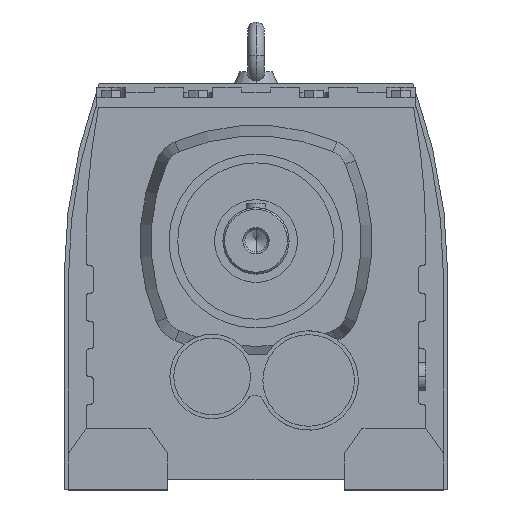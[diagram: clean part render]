
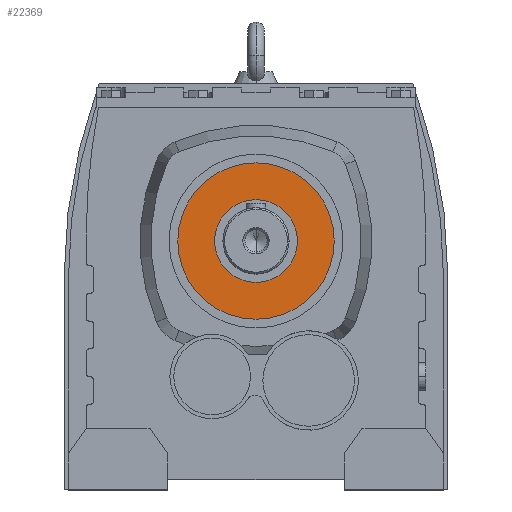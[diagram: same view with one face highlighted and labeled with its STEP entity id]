
A CAD part, top view. The second image highlights one B-rep face of the part: STEP entity #22369.
In plain terms, the highlighted planar face has unit normal (0, 0, 1).
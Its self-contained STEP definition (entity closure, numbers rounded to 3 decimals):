
#22145 = CYLINDRICAL_SURFACE('',#22146,70.875);
#22146 = AXIS2_PLACEMENT_3D('',#22147,#22148,#22149);
#22147 = CARTESIAN_POINT('',(0.,10.2,440.));
#22148 = DIRECTION('',(0.,0.,1.));
#22149 = DIRECTION('',(0.,-1.,0.));
#22175 = CYLINDRICAL_SURFACE('',#22176,70.875);
#22176 = AXIS2_PLACEMENT_3D('',#22177,#22178,#22179);
#22177 = CARTESIAN_POINT('',(0.,10.2,440.));
#22178 = DIRECTION('',(0.,0.,1.));
#22179 = DIRECTION('',(0.,-1.,0.));
#22275 = VERTEX_POINT('',#22276);
#22276 = CARTESIAN_POINT('',(0.,81.075,308.));
#22297 = VERTEX_POINT('',#22298);
#22298 = CARTESIAN_POINT('',(0.,-60.675,308.));
#22317 = EDGE_CURVE('',#22275,#22297,#22318,.T.);
#22318 = SURFACE_CURVE('',#22319,(#22324,#22330),.PCURVE_S1.);
#22319 = CIRCLE('',#22320,70.875);
#22320 = AXIS2_PLACEMENT_3D('',#22321,#22322,#22323);
#22321 = CARTESIAN_POINT('',(0.,10.2,308.));
#22322 = DIRECTION('',(0.,0.,-1.));
#22323 = DIRECTION('',(-1.,0.,0.));
#22324 = PCURVE('',#22145,#22325);
#22325 = DEFINITIONAL_REPRESENTATION('',(#22326),#22329);
#22326 = B_SPLINE_CURVE_WITH_KNOTS('',1,(#22327,#22328),.UNSPECIFIED.,
  .F.,.F.,(2,2),(1.571,4.712),
  .PIECEWISE_BEZIER_KNOTS.);
#22327 = CARTESIAN_POINT('',(3.142,-132.));
#22328 = CARTESIAN_POINT('',(0.,-132.));
#22329 = ( GEOMETRIC_REPRESENTATION_CONTEXT(2) 
PARAMETRIC_REPRESENTATION_CONTEXT() REPRESENTATION_CONTEXT('2D SPACE',''
  ) );
#22330 = PCURVE('',#22331,#22336);
#22331 = PLANE('',#22332);
#22332 = AXIS2_PLACEMENT_3D('',#22333,#22334,#22335);
#22333 = CARTESIAN_POINT('',(-30.573,-1.227,308.));
#22334 = DIRECTION('',(0.,0.,-1.));
#22335 = DIRECTION('',(-1.,0.,0.));
#22336 = DEFINITIONAL_REPRESENTATION('',(#22337),#22341);
#22337 = CIRCLE('',#22338,70.875);
#22338 = AXIS2_PLACEMENT_2D('',#22339,#22340);
#22339 = CARTESIAN_POINT('',(-30.573,11.427));
#22340 = DIRECTION('',(1.,0.));
#22341 = ( GEOMETRIC_REPRESENTATION_CONTEXT(2) 
PARAMETRIC_REPRESENTATION_CONTEXT() REPRESENTATION_CONTEXT('2D SPACE',''
  ) );
#22346 = EDGE_CURVE('',#22297,#22275,#22347,.T.);
#22347 = SURFACE_CURVE('',#22348,(#22353,#22359),.PCURVE_S1.);
#22348 = CIRCLE('',#22349,70.875);
#22349 = AXIS2_PLACEMENT_3D('',#22350,#22351,#22352);
#22350 = CARTESIAN_POINT('',(0.,10.2,308.));
#22351 = DIRECTION('',(0.,0.,-1.));
#22352 = DIRECTION('',(-1.,0.,0.));
#22353 = PCURVE('',#22175,#22354);
#22354 = DEFINITIONAL_REPRESENTATION('',(#22355),#22358);
#22355 = B_SPLINE_CURVE_WITH_KNOTS('',1,(#22356,#22357),.UNSPECIFIED.,
  .F.,.F.,(2,2),(4.712,7.854),
  .PIECEWISE_BEZIER_KNOTS.);
#22356 = CARTESIAN_POINT('',(6.283,-132.));
#22357 = CARTESIAN_POINT('',(3.142,-132.));
#22358 = ( GEOMETRIC_REPRESENTATION_CONTEXT(2) 
PARAMETRIC_REPRESENTATION_CONTEXT() REPRESENTATION_CONTEXT('2D SPACE',''
  ) );
#22359 = PCURVE('',#22331,#22360);
#22360 = DEFINITIONAL_REPRESENTATION('',(#22361),#22365);
#22361 = CIRCLE('',#22362,70.875);
#22362 = AXIS2_PLACEMENT_2D('',#22363,#22364);
#22363 = CARTESIAN_POINT('',(-30.573,11.427));
#22364 = DIRECTION('',(1.,0.));
#22365 = ( GEOMETRIC_REPRESENTATION_CONTEXT(2) 
PARAMETRIC_REPRESENTATION_CONTEXT() REPRESENTATION_CONTEXT('2D SPACE',''
  ) );
#22369 = ADVANCED_FACE('',(#22370,#22374),#22331,.F.);
#22370 = FACE_BOUND('',#22371,.T.);
#22371 = EDGE_LOOP('',(#22372,#22373));
#22372 = ORIENTED_EDGE('',*,*,#22346,.F.);
#22373 = ORIENTED_EDGE('',*,*,#22317,.F.);
#22374 = FACE_BOUND('',#22375,.T.);
#22375 = EDGE_LOOP('',(#22376,#22410));
#22376 = ORIENTED_EDGE('',*,*,#22377,.F.);
#22377 = EDGE_CURVE('',#22378,#22380,#22382,.T.);
#22378 = VERTEX_POINT('',#22379);
#22379 = CARTESIAN_POINT('',(0.,-27.3,308.));
#22380 = VERTEX_POINT('',#22381);
#22381 = CARTESIAN_POINT('',(0.,47.7,308.));
#22382 = SURFACE_CURVE('',#22383,(#22388,#22399),.PCURVE_S1.);
#22383 = CIRCLE('',#22384,37.5);
#22384 = AXIS2_PLACEMENT_3D('',#22385,#22386,#22387);
#22385 = CARTESIAN_POINT('',(0.,10.2,308.));
#22386 = DIRECTION('',(0.,0.,1.));
#22387 = DIRECTION('',(-1.,0.,0.));
#22388 = PCURVE('',#22331,#22389);
#22389 = DEFINITIONAL_REPRESENTATION('',(#22390),#22398);
#22390 = ( BOUNDED_CURVE() B_SPLINE_CURVE(2,(#22391,#22392,#22393,#22394
    ,#22395,#22396,#22397),.UNSPECIFIED.,.T.,.F.) 
B_SPLINE_CURVE_WITH_KNOTS((1,2,2,2,2,1),(-2.094,0.,
    2.094,4.189,6.283,8.378),
.UNSPECIFIED.) CURVE() GEOMETRIC_REPRESENTATION_ITEM() 
RATIONAL_B_SPLINE_CURVE((1.,0.5,1.,0.5,1.,0.5,1.)) REPRESENTATION_ITEM(
  '') );
#22391 = CARTESIAN_POINT('',(6.927,11.427));
#22392 = CARTESIAN_POINT('',(6.927,-53.525));
#22393 = CARTESIAN_POINT('',(-49.323,-21.049));
#22394 = CARTESIAN_POINT('',(-105.573,11.427));
#22395 = CARTESIAN_POINT('',(-49.323,43.903));
#22396 = CARTESIAN_POINT('',(6.927,76.379));
#22397 = CARTESIAN_POINT('',(6.927,11.427));
#22398 = ( GEOMETRIC_REPRESENTATION_CONTEXT(2) 
PARAMETRIC_REPRESENTATION_CONTEXT() REPRESENTATION_CONTEXT('2D SPACE',''
  ) );
#22399 = PCURVE('',#22400,#22405);
#22400 = CYLINDRICAL_SURFACE('',#22401,37.5);
#22401 = AXIS2_PLACEMENT_3D('',#22402,#22403,#22404);
#22402 = CARTESIAN_POINT('',(0.,10.2,440.));
#22403 = DIRECTION('',(0.,0.,1.));
#22404 = DIRECTION('',(0.,-1.,0.));
#22405 = DEFINITIONAL_REPRESENTATION('',(#22406),#22409);
#22406 = B_SPLINE_CURVE_WITH_KNOTS('',1,(#22407,#22408),.UNSPECIFIED.,
  .F.,.F.,(2,2),(1.571,4.712),
  .PIECEWISE_BEZIER_KNOTS.);
#22407 = CARTESIAN_POINT('',(0.,-132.));
#22408 = CARTESIAN_POINT('',(3.142,-132.));
#22409 = ( GEOMETRIC_REPRESENTATION_CONTEXT(2) 
PARAMETRIC_REPRESENTATION_CONTEXT() REPRESENTATION_CONTEXT('2D SPACE',''
  ) );
#22410 = ORIENTED_EDGE('',*,*,#22411,.F.);
#22411 = EDGE_CURVE('',#22380,#22378,#22412,.T.);
#22412 = SURFACE_CURVE('',#22413,(#22418,#22429),.PCURVE_S1.);
#22413 = CIRCLE('',#22414,37.5);
#22414 = AXIS2_PLACEMENT_3D('',#22415,#22416,#22417);
#22415 = CARTESIAN_POINT('',(0.,10.2,308.));
#22416 = DIRECTION('',(0.,0.,1.));
#22417 = DIRECTION('',(-1.,0.,0.));
#22418 = PCURVE('',#22331,#22419);
#22419 = DEFINITIONAL_REPRESENTATION('',(#22420),#22428);
#22420 = ( BOUNDED_CURVE() B_SPLINE_CURVE(2,(#22421,#22422,#22423,#22424
    ,#22425,#22426,#22427),.UNSPECIFIED.,.T.,.F.) 
B_SPLINE_CURVE_WITH_KNOTS((1,2,2,2,2,1),(-2.094,0.,
    2.094,4.189,6.283,8.378),
.UNSPECIFIED.) CURVE() GEOMETRIC_REPRESENTATION_ITEM() 
RATIONAL_B_SPLINE_CURVE((1.,0.5,1.,0.5,1.,0.5,1.)) REPRESENTATION_ITEM(
  '') );
#22421 = CARTESIAN_POINT('',(6.927,11.427));
#22422 = CARTESIAN_POINT('',(6.927,-53.525));
#22423 = CARTESIAN_POINT('',(-49.323,-21.049));
#22424 = CARTESIAN_POINT('',(-105.573,11.427));
#22425 = CARTESIAN_POINT('',(-49.323,43.903));
#22426 = CARTESIAN_POINT('',(6.927,76.379));
#22427 = CARTESIAN_POINT('',(6.927,11.427));
#22428 = ( GEOMETRIC_REPRESENTATION_CONTEXT(2) 
PARAMETRIC_REPRESENTATION_CONTEXT() REPRESENTATION_CONTEXT('2D SPACE',''
  ) );
#22429 = PCURVE('',#22430,#22435);
#22430 = CYLINDRICAL_SURFACE('',#22431,37.5);
#22431 = AXIS2_PLACEMENT_3D('',#22432,#22433,#22434);
#22432 = CARTESIAN_POINT('',(0.,10.2,440.));
#22433 = DIRECTION('',(0.,0.,1.));
#22434 = DIRECTION('',(0.,-1.,0.));
#22435 = DEFINITIONAL_REPRESENTATION('',(#22436),#22439);
#22436 = B_SPLINE_CURVE_WITH_KNOTS('',1,(#22437,#22438),.UNSPECIFIED.,
  .F.,.F.,(2,2),(4.712,7.854),
  .PIECEWISE_BEZIER_KNOTS.);
#22437 = CARTESIAN_POINT('',(3.142,-132.));
#22438 = CARTESIAN_POINT('',(6.283,-132.));
#22439 = ( GEOMETRIC_REPRESENTATION_CONTEXT(2) 
PARAMETRIC_REPRESENTATION_CONTEXT() REPRESENTATION_CONTEXT('2D SPACE',''
  ) );
